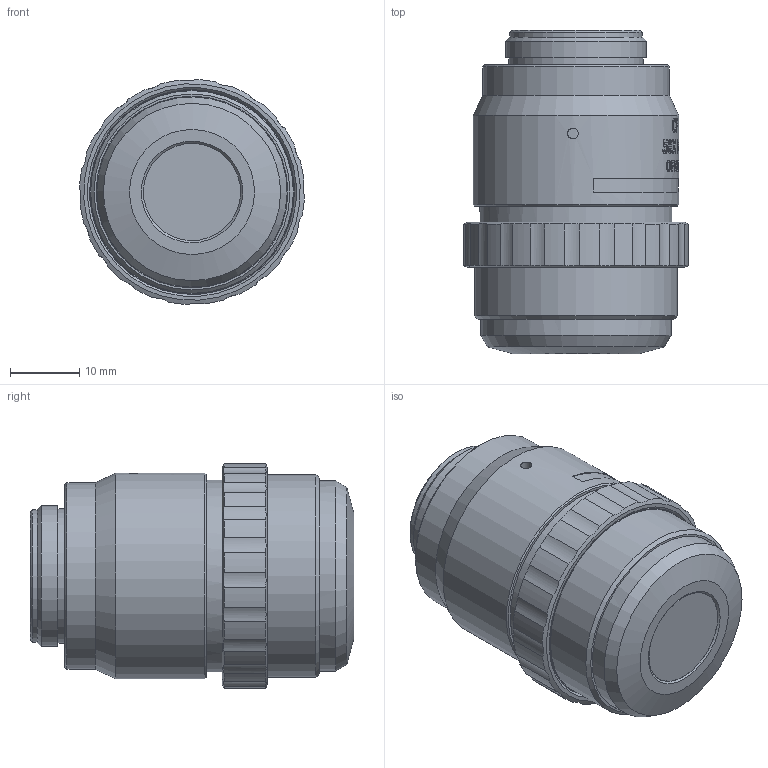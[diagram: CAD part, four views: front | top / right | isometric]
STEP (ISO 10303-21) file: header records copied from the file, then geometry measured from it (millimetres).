
FILE_DESCRIPTION (( 'STEP AP203' ), '1' );
FILE_NAME ('690145.STEP', '2025-12-24T06:16:55', ( 'Windows User' ), ( 'P R C' ), 'SwSTEP 2.0', 'SolidWorks 2020', '' );
FILE_SCHEMA (( 'CONFIG_CONTROL_DESIGN' ));
Length unit declared in the file: millimetre
Products named in the file (7): 690145; _X2_540E51499611_X0_; _X2_7269955C58F3_X0_; _X2_59165957_X0_(_X2_4E8C_X0_); _X2_88C599705708_X0_; _X2_5E726D89955C7B52_X0_; _X2_524D59165957_X0_
Assembly tree (6 placements, depth 2):
  690145
    _X2_540E51499611_X0_
    _X2_59165957_X0_(_X2_4E8C_X0_)
    _X2_7269955C58F3_X0_
    _X2_524D59165957_X0_
    _X2_5E726D89955C7B52_X0_
    _X2_88C599705708_X0_
Bounding box: 32.38 x 46.6 x 32.38 mm (x, y, z)
Volume: 14932.4 mm3; surface area: 19799.8 mm2
Topology: 6 solids, 6 shells, 564 faces, 1469 edges, 971 vertices
Faces by surface type: bspline 200, plane 178, cylinder 137, cone 48, sphere 1
Full cylindrical faces by diameter (mm): 1.183 x4, 1.567 x5, 12 x1, 14 x2, 15.5 x1, 16 x1, 17.7 x1, 18.4 x1, 19.1 x1, 19.3 x1, 20 x2, 20.32 x1, 20.7 x1, 22.8 x2, 23 x3, 23.4 x3, 23.5 x2, 23.9 x1, 24 x1, 25.4 x1, 25.7 x1, 25.9 x1, 26.3 x1, 26.6 x1, 26.9 x1, 27 x1, 27.4 x1, 27.5 x1, 27.6 x1, 27.7 x1
Entity records: 26802 total; most frequent: CARTESIAN_POINT 14092, ORIENTED_EDGE 2650, DIRECTION 1902, EDGE_CURVE 1325, VERTEX_POINT 929, EDGE_LOOP 756, AXIS2_PLACEMENT_3D 692, FACE_OUTER_BOUND 615
